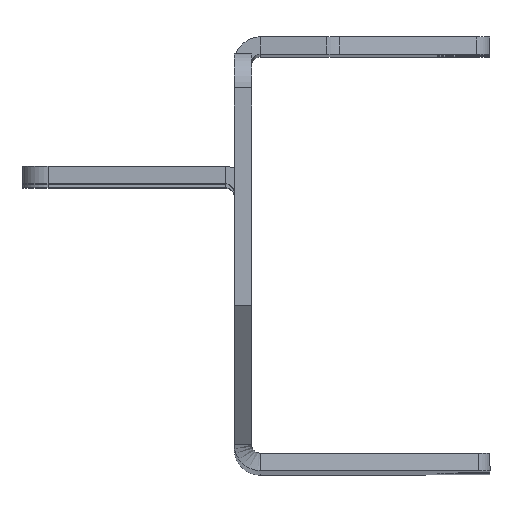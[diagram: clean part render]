
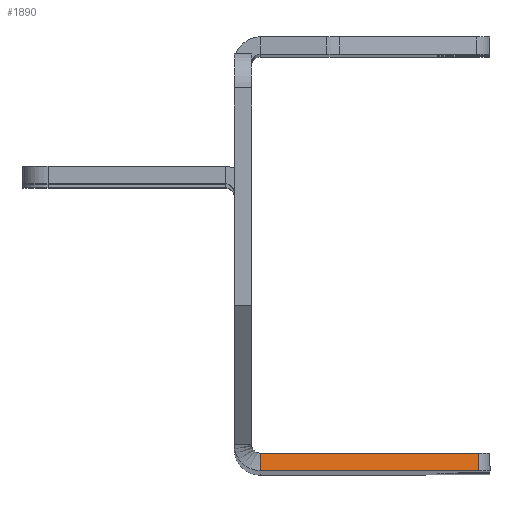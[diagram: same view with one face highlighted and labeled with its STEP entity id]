
A CAD part, top view. The second image highlights one B-rep face of the part: STEP entity #1890.
In plain terms, the highlighted planar face has unit normal (0.567, 0, 0.824).
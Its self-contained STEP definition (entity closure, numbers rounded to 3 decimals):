
#68 = DIRECTION ( 'NONE',  ( -0.824, 0., 0.567 ) ) ;
#104 = DIRECTION ( 'NONE',  ( -0.567, 0., -0.824 ) ) ;
#117 = PLANE ( 'NONE',  #3244 ) ;
#350 = VERTEX_POINT ( 'NONE', #2754 ) ;
#369 = ORIENTED_EDGE ( 'NONE', *, *, #2869, .F. ) ;
#422 = EDGE_CURVE ( 'NONE', #1976, #350, #1806, .T. ) ;
#456 = FACE_OUTER_BOUND ( 'NONE', #663, .T. ) ;
#663 = EDGE_LOOP ( 'NONE', ( #3297, #2155, #1282, #369 ) ) ;
#1088 = DIRECTION ( 'NONE',  ( 0.824, 0., -0.567 ) ) ;
#1153 = CARTESIAN_POINT ( 'NONE',  ( 28.126, -23., 134.894 ) ) ;
#1281 = CARTESIAN_POINT ( 'NONE',  ( 28.126, -25., 134.894 ) ) ;
#1282 = ORIENTED_EDGE ( 'NONE', *, *, #2643, .F. ) ;
#1369 = CARTESIAN_POINT ( 'NONE',  ( 28.126, -23., 134.894 ) ) ;
#1507 = LINE ( 'NONE', #1281, #1972 ) ;
#1600 = VERTEX_POINT ( 'NONE', #2811 ) ;
#1703 = CARTESIAN_POINT ( 'NONE',  ( 3., -25., 152.203 ) ) ;
#1806 = B_SPLINE_CURVE_WITH_KNOTS ( 'NONE', 1,
 ( #2678, #2465 ),
 .UNSPECIFIED., .F., .F.,
 ( 2, 2 ),
 ( 0., 1. ),
 .UNSPECIFIED. ) ;
#1824 = VERTEX_POINT ( 'NONE', #2546 ) ;
#1890 = ADVANCED_FACE ( 'NONE', ( #456 ), #117, .F. ) ;
#1972 = VECTOR ( 'NONE', #2076, 1000. ) ;
#1976 = VERTEX_POINT ( 'NONE', #1703 ) ;
#2076 = DIRECTION ( 'NONE',  ( 0.824, 0., -0.567 ) ) ;
#2122 = DIRECTION ( 'NONE',  ( 0., -1., 0. ) ) ;
#2134 = CARTESIAN_POINT ( 'NONE',  ( 28.126, -23., 134.894 ) ) ;
#2155 = ORIENTED_EDGE ( 'NONE', *, *, #3143, .T. ) ;
#2171 = VECTOR ( 'NONE', #1088, 1000. ) ;
#2454 = LINE ( 'NONE', #1369, #2171 ) ;
#2465 = CARTESIAN_POINT ( 'NONE',  ( 3., -23., 152.203 ) ) ;
#2546 = CARTESIAN_POINT ( 'NONE',  ( 28.126, -25., 134.894 ) ) ;
#2643 = EDGE_CURVE ( 'NONE', #1600, #1824, #3112, .T. ) ;
#2678 = CARTESIAN_POINT ( 'NONE',  ( 3., -25., 152.203 ) ) ;
#2754 = CARTESIAN_POINT ( 'NONE',  ( 3., -23., 152.203 ) ) ;
#2811 = CARTESIAN_POINT ( 'NONE',  ( 28.126, -23., 134.894 ) ) ;
#2869 = EDGE_CURVE ( 'NONE', #350, #1600, #2454, .T. ) ;
#3112 = LINE ( 'NONE', #2134, #3404 ) ;
#3143 = EDGE_CURVE ( 'NONE', #1976, #1824, #1507, .T. ) ;
#3244 = AXIS2_PLACEMENT_3D ( 'NONE', #1153, #104, #68 ) ;
#3297 = ORIENTED_EDGE ( 'NONE', *, *, #422, .F. ) ;
#3404 = VECTOR ( 'NONE', #2122, 1000. ) ;
